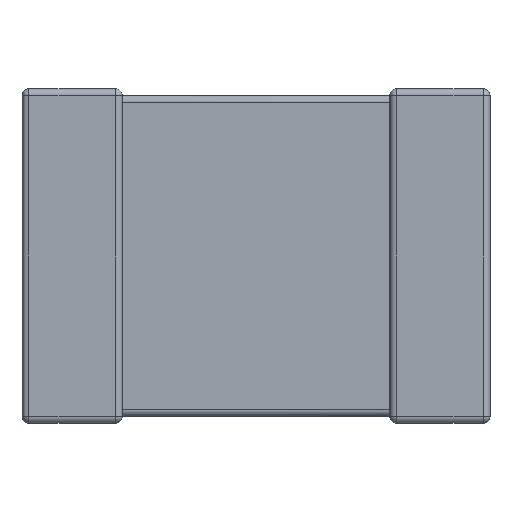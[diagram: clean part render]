
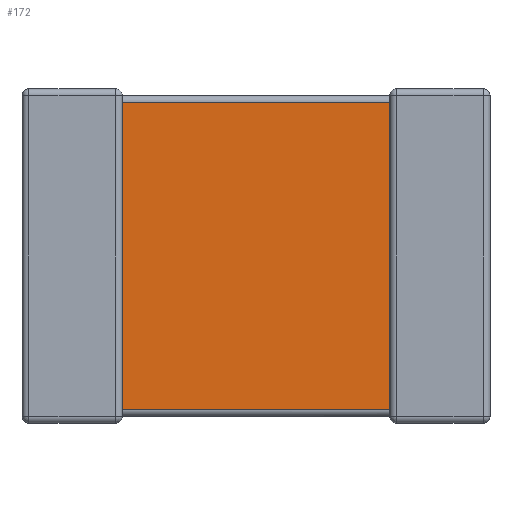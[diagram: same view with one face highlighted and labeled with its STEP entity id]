
A CAD part, front view. The second image highlights one B-rep face of the part: STEP entity #172.
In plain terms, the highlighted planar face has unit normal (0, -1, 0).
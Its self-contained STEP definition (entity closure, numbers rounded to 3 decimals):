
#75 = AXIS2_PLACEMENT_3D ( 'NONE', #6305, #3386, #3971 ) ;
#172 = ADVANCED_FACE ( 'NONE', ( #5704 ), #1540, .T. ) ;
#234 = CARTESIAN_POINT ( 'NONE',  ( 3.85, 0.07, -0.14 ) ) ;
#331 = CARTESIAN_POINT ( 'NONE',  ( 3.85, 0.07, -3.36 ) ) ;
#860 = EDGE_LOOP ( 'NONE', ( #1913, #6468, #2902, #4366 ) ) ;
#1120 = DIRECTION ( 'NONE',  ( -1., 0., 0. ) ) ;
#1251 = VERTEX_POINT ( 'NONE', #1869 ) ;
#1406 = VECTOR ( 'NONE', #4105, 1000. ) ;
#1540 = PLANE ( 'NONE',  #75 ) ;
#1801 = CARTESIAN_POINT ( 'NONE',  ( 3.85, 0.07, -3.36 ) ) ;
#1869 = CARTESIAN_POINT ( 'NONE',  ( 1.05, 0.07, -0.14 ) ) ;
#1913 = ORIENTED_EDGE ( 'NONE', *, *, #6371, .F. ) ;
#2902 = ORIENTED_EDGE ( 'NONE', *, *, #7193, .T. ) ;
#2974 = LINE ( 'NONE', #4178, #3572 ) ;
#2989 = VERTEX_POINT ( 'NONE', #1801 ) ;
#3084 = CARTESIAN_POINT ( 'NONE',  ( 1.05, 0.07, -3.5 ) ) ;
#3386 = DIRECTION ( 'NONE',  ( 0., -1., 0. ) ) ;
#3439 = CARTESIAN_POINT ( 'NONE',  ( 3.85, 0.07, -3.5 ) ) ;
#3572 = VECTOR ( 'NONE', #1120, 1000. ) ;
#3640 = EDGE_CURVE ( 'NONE', #4433, #1251, #2974, .T. ) ;
#3971 = DIRECTION ( 'NONE',  ( 0., 0., -1. ) ) ;
#4105 = DIRECTION ( 'NONE',  ( 1., 0., 0. ) ) ;
#4178 = CARTESIAN_POINT ( 'NONE',  ( 1.05, 0.07, -0.14 ) ) ;
#4366 = ORIENTED_EDGE ( 'NONE', *, *, #3640, .T. ) ;
#4433 = VERTEX_POINT ( 'NONE', #234 ) ;
#4608 = CARTESIAN_POINT ( 'NONE',  ( 1.05, 0.07, -3.36 ) ) ;
#4937 = LINE ( 'NONE', #3084, #5941 ) ;
#5606 = DIRECTION ( 'NONE',  ( 0., 0., 1. ) ) ;
#5622 = LINE ( 'NONE', #331, #1406 ) ;
#5704 = FACE_OUTER_BOUND ( 'NONE', #860, .T. ) ;
#5941 = VECTOR ( 'NONE', #5606, 1000. ) ;
#6218 = VECTOR ( 'NONE', #6319, 1000. ) ;
#6305 = CARTESIAN_POINT ( 'NONE',  ( 1.05, 0.07, -3.5 ) ) ;
#6319 = DIRECTION ( 'NONE',  ( 0., 0., 1. ) ) ;
#6371 = EDGE_CURVE ( 'NONE', #7096, #1251, #4937, .T. ) ;
#6398 = LINE ( 'NONE', #3439, #6218 ) ;
#6468 = ORIENTED_EDGE ( 'NONE', *, *, #7003, .T. ) ;
#7003 = EDGE_CURVE ( 'NONE', #7096, #2989, #5622, .T. ) ;
#7096 = VERTEX_POINT ( 'NONE', #4608 ) ;
#7193 = EDGE_CURVE ( 'NONE', #2989, #4433, #6398, .T. ) ;
